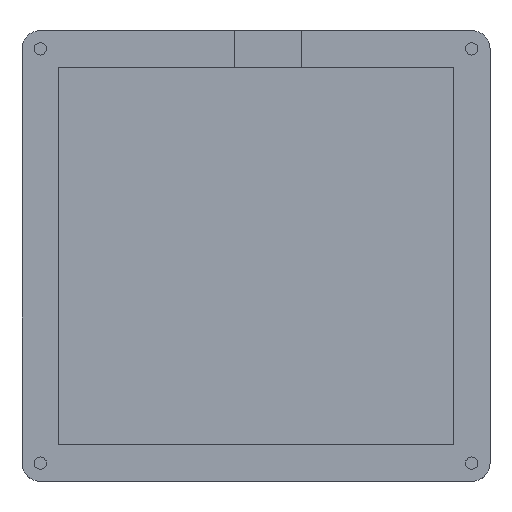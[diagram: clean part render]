
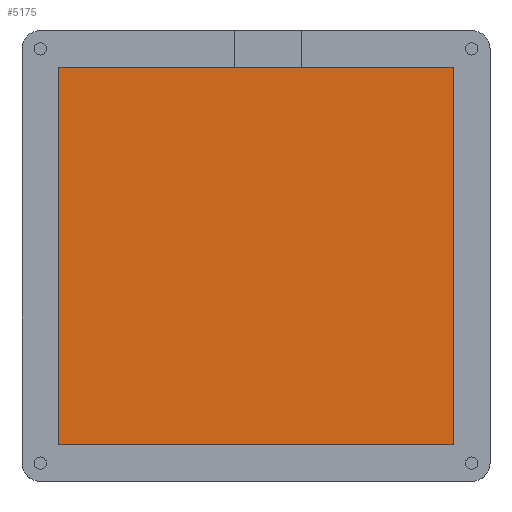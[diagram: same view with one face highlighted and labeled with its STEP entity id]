
A CAD part, top view. The second image highlights one B-rep face of the part: STEP entity #5175.
In plain terms, the highlighted planar face has unit normal (0, 0, 1).
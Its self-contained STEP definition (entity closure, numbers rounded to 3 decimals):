
#917=FACE_OUTER_BOUND('',#1228,.T.);
#1228=EDGE_LOOP('',(#4754,#4755,#4756,#4757));
#1605=LINE('',#10674,#1976);
#1607=LINE('',#10679,#1978);
#1608=LINE('',#10680,#1979);
#1609=LINE('',#10681,#1980);
#1976=VECTOR('',#5887,10.);
#1978=VECTOR('',#5891,10.);
#1979=VECTOR('',#5892,10.);
#1980=VECTOR('',#5893,10.);
#2493=VERTEX_POINT('',#10671);
#2494=VERTEX_POINT('',#10673);
#2495=VERTEX_POINT('',#10677);
#2496=VERTEX_POINT('',#10678);
#3253=EDGE_CURVE('',#2493,#2494,#1605,.T.);
#3255=EDGE_CURVE('',#2495,#2496,#1607,.T.);
#3256=EDGE_CURVE('',#2494,#2495,#1608,.T.);
#3257=EDGE_CURVE('',#2496,#2493,#1609,.T.);
#4754=ORIENTED_EDGE('',*,*,#3255,.F.);
#4755=ORIENTED_EDGE('',*,*,#3256,.F.);
#4756=ORIENTED_EDGE('',*,*,#3253,.F.);
#4757=ORIENTED_EDGE('',*,*,#3257,.F.);
#4896=PLANE('',#5305);
#5175=ADVANCED_FACE('',(#917),#4896,.T.);
#5305=AXIS2_PLACEMENT_3D('',#10676,#5889,#5890);
#5887=DIRECTION('',(1.,0.,0.));
#5889=DIRECTION('center_axis',(0.,0.,1.));
#5890=DIRECTION('ref_axis',(1.,0.,0.));
#5891=DIRECTION('',(-1.,0.,0.));
#5892=DIRECTION('',(0.,-1.,0.));
#5893=DIRECTION('',(0.,1.,0.));
#10671=CARTESIAN_POINT('',(-40.,25.,3.));
#10673=CARTESIAN_POINT('',(68.5,25.,3.));
#10674=CARTESIAN_POINT('',(-12.875,25.,3.));
#10676=CARTESIAN_POINT('Origin',(14.25,-26.875,3.));
#10677=CARTESIAN_POINT('',(68.5,-78.75,3.));
#10678=CARTESIAN_POINT('',(-40.,-78.75,3.));
#10679=CARTESIAN_POINT('',(41.375,-78.75,3.));
#10680=CARTESIAN_POINT('',(68.5,-0.938,3.));
#10681=CARTESIAN_POINT('',(-40.,-52.813,3.));
